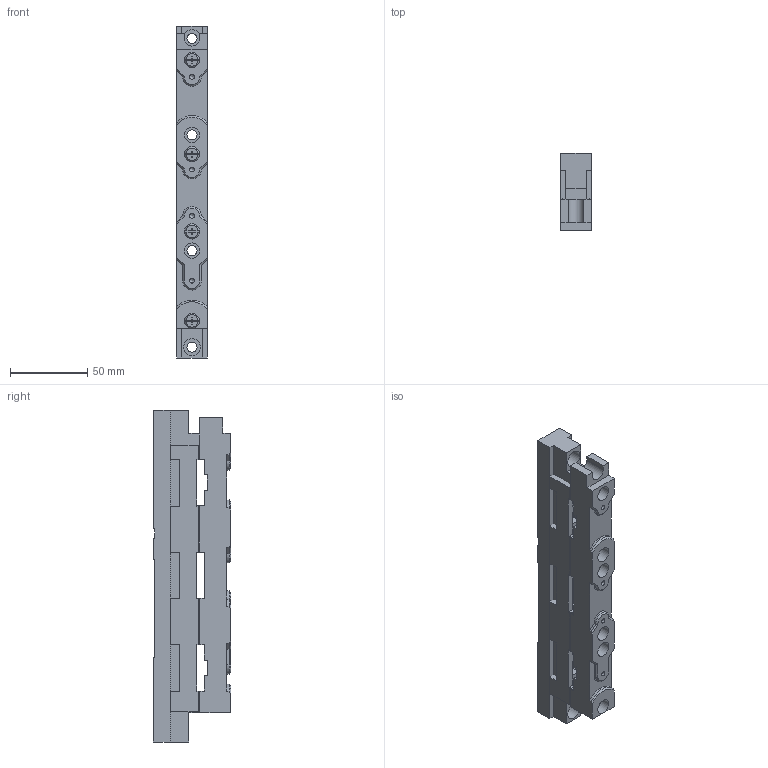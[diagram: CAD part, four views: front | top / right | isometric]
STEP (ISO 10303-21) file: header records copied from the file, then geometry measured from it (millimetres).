
FILE_DESCRIPTION(/* description */ ('STEP AP214'),/* implementation_level */ '2;1');
FILE_NAME(/* name */ '01500',/* time_stamp */ '2024-11-11T16:43:26+01:00',/* author */ ('License CC BY-ND 4.0'),/* organization */ ('CADENAS'),/* preprocessor_version */ 'ST-DEVELOPER v19.3',/* originating_system */ 'PARTsolutions',/* authorisation */ ' ');
FILE_SCHEMA (('AUTOMOTIVE_DESIGN {1 0 10303 214 3 1 1}'));
Length unit declared in the file: millimetre
Products named in the file (5): 01500; 79702000; 80147; 79675000; 79699000
Assembly tree (7 placements, depth 2):
  01500
    79702000
    80147  x4
    79675000
    79699000
Bounding box: 20 x 50 x 215 mm (x, y, z)
Volume: 162200.6 mm3; surface area: 66571.9 mm2
Topology: 7 solids, 7 shells, 359 faces, 986 edges, 654 vertices
Faces by surface type: plane 272, cylinder 69, cone 18
Full cylindrical faces by diameter (mm): 3 x8, 6 x8, 6.5 x4, 9.9 x5, 10 x9, 11 x4
Entity records: 9577 total; most frequent: CARTESIAN_POINT 1700, ORIENTED_EDGE 1592, DIRECTION 1540, EDGE_CURVE 796, LINE 644, VECTOR 644, VERTEX_POINT 552, AXIS2_PLACEMENT_3D 448
